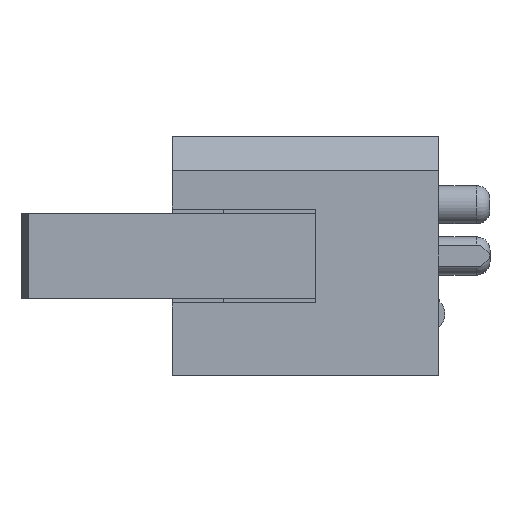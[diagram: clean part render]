
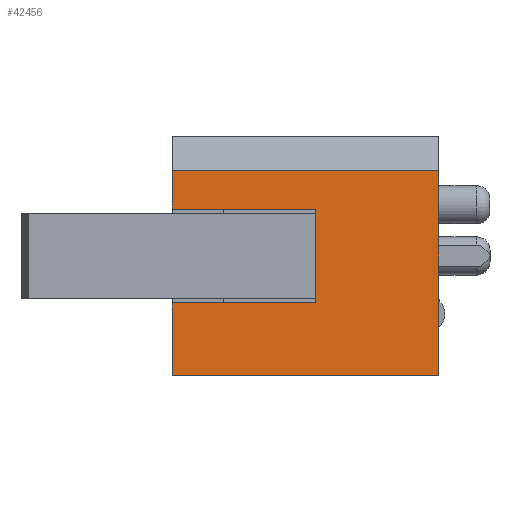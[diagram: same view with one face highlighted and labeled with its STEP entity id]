
A CAD part, left-side view. The second image highlights one B-rep face of the part: STEP entity #42456.
In plain terms, the highlighted planar face has unit normal (-1, 0, 0).
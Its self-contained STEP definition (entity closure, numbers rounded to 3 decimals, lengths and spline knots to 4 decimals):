
#2815=ORIENTED_EDGE('',*,*,#15732,.F.);
#2816=ORIENTED_EDGE('',*,*,#15733,.T.);
#2817=ORIENTED_EDGE('',*,*,#15361,.F.);
#2818=ORIENTED_EDGE('',*,*,#15734,.T.);
#2819=ORIENTED_EDGE('',*,*,#15735,.T.);
#2820=ORIENTED_EDGE('',*,*,#15736,.F.);
#2821=ORIENTED_EDGE('',*,*,#15369,.F.);
#2822=ORIENTED_EDGE('',*,*,#15737,.F.);
#15361=EDGE_CURVE('',#21870,#21871,#26236,.T.);
#15369=EDGE_CURVE('',#21878,#21879,#26244,.T.);
#15732=EDGE_CURVE('',#22136,#22137,#26607,.T.);
#15733=EDGE_CURVE('',#22136,#21871,#26608,.T.);
#15734=EDGE_CURVE('',#21870,#22138,#26609,.T.);
#15735=EDGE_CURVE('',#22138,#22139,#26610,.T.);
#15736=EDGE_CURVE('',#21879,#22139,#26611,.T.);
#15737=EDGE_CURVE('',#22137,#21878,#26612,.T.);
#21870=VERTEX_POINT('',#61103);
#21871=VERTEX_POINT('',#61105);
#21878=VERTEX_POINT('',#61119);
#21879=VERTEX_POINT('',#61121);
#22136=VERTEX_POINT('',#61778);
#22137=VERTEX_POINT('',#61779);
#22138=VERTEX_POINT('',#61782);
#22139=VERTEX_POINT('',#61784);
#26236=LINE('',#61104,#31449);
#26244=LINE('',#61120,#31457);
#26607=LINE('',#61777,#31820);
#26608=LINE('',#61780,#31821);
#26609=LINE('',#61781,#31822);
#26610=LINE('',#61783,#31823);
#26611=LINE('',#61785,#31824);
#26612=LINE('',#61786,#31825);
#31449=VECTOR('',#48618,1000.);
#31457=VECTOR('',#48626,1000.);
#31820=VECTOR('',#49063,1000.);
#31821=VECTOR('',#49064,1000.);
#31822=VECTOR('',#49065,1000.);
#31823=VECTOR('',#49066,1000.);
#31824=VECTOR('',#49067,1000.);
#31825=VECTOR('',#49068,1000.);
#36449=EDGE_LOOP('',(#2815,#2816,#2817,#2818,#2819,#2820,#2821,#2822));
#38658=FACE_BOUND('',#36449,.T.);
#40865=PLANE('',#44737);
#42456=ADVANCED_FACE('',(#38658),#40865,.F.);
#44737=AXIS2_PLACEMENT_3D('',#61776,#49061,#49062);
#48618=DIRECTION('',(0.,0.,1.));
#48626=DIRECTION('',(0.,0.,1.));
#49061=DIRECTION('',(1.,0.,0.));
#49062=DIRECTION('',(0.,0.,-1.));
#49063=DIRECTION('',(0.,0.,1.));
#49064=DIRECTION('',(0.,1.,0.));
#49065=DIRECTION('',(0.,-1.,0.));
#49066=DIRECTION('',(0.,0.,1.));
#49067=DIRECTION('',(0.,-1.,0.));
#49068=DIRECTION('',(0.,1.,0.));
#61103=CARTESIAN_POINT('',(-19.525,7.8,-3.5));
#61104=CARTESIAN_POINT('',(-19.525,7.8,-3.5));
#61105=CARTESIAN_POINT('',(-19.525,7.8,-1.375));
#61119=CARTESIAN_POINT('',(-19.525,7.8,1.375));
#61120=CARTESIAN_POINT('',(-19.525,7.8,-3.5));
#61121=CARTESIAN_POINT('',(-19.525,7.8,2.5));
#61776=CARTESIAN_POINT('',(-19.525,7.8,-3.5));
#61777=CARTESIAN_POINT('',(-19.525,3.6,-1.375));
#61778=CARTESIAN_POINT('',(-19.525,3.6,-1.375));
#61779=CARTESIAN_POINT('',(-19.525,3.6,1.375));
#61780=CARTESIAN_POINT('',(-19.525,3.6,-1.375));
#61781=CARTESIAN_POINT('',(-19.525,7.8,-3.5));
#61782=CARTESIAN_POINT('',(-19.525,0.,-3.5));
#61783=CARTESIAN_POINT('',(-19.525,0.,-3.5));
#61784=CARTESIAN_POINT('',(-19.525,0.,2.5));
#61785=CARTESIAN_POINT('',(-19.525,7.8,2.5));
#61786=CARTESIAN_POINT('',(-19.525,3.6,1.375));
